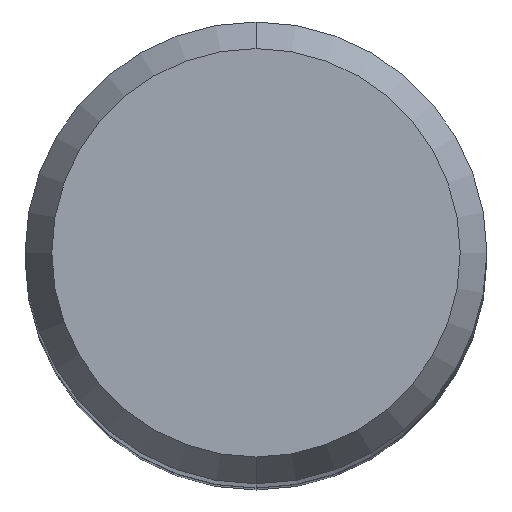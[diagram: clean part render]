
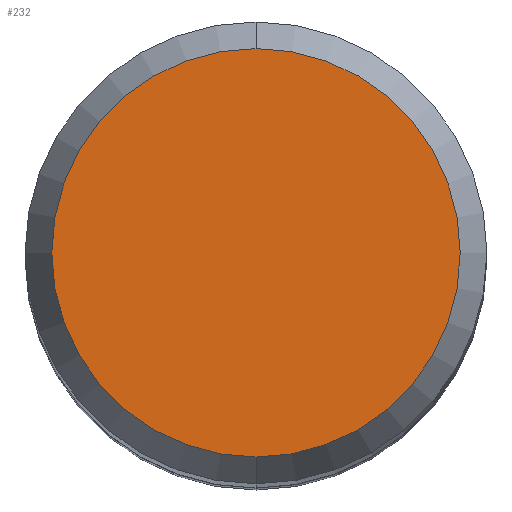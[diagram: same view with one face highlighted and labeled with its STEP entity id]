
A CAD part, top view. The second image highlights one B-rep face of the part: STEP entity #232.
In plain terms, the highlighted planar face has unit normal (0, 0, 1).
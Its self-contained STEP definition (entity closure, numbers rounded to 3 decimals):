
#128=VERTEX_POINT('',#319);
#138=EDGE_CURVE('',#128,#278,#330,.T.);
#158=EDGE_CURVE('',#278,#128,#351,.T.);
#232=ADVANCED_FACE('',(#439),#440,.T.);
#278=VERTEX_POINT('',#491);
#319=CARTESIAN_POINT('',(0.0,3.538,0.01));
#330=CIRCLE('',#543,3.538);
#351=CIRCLE('',#572,3.538);
#439=FACE_OUTER_BOUND('',#681,.T.);
#440=PLANE('',#682);
#491=CARTESIAN_POINT('',(0.,-3.538,0.01));
#543=AXIS2_PLACEMENT_3D('',#783,#784,#785);
#572=AXIS2_PLACEMENT_3D('',#805,#806,#807);
#681=EDGE_LOOP('',(#943,#944));
#682=AXIS2_PLACEMENT_3D('',#945,#946,#947);
#783=CARTESIAN_POINT('',(0.0,0.0,0.01));
#784=DIRECTION('',(0.0,0.0,-1.0));
#785=DIRECTION('',(0.0,1.0,0.0));
#805=CARTESIAN_POINT('',(0.0,0.0,0.01));
#806=DIRECTION('',(0.0,0.0,-1.0));
#807=DIRECTION('',(0.0,1.0,0.0));
#943=ORIENTED_EDGE('',*,*,#138,.F.);
#944=ORIENTED_EDGE('',*,*,#158,.F.);
#945=CARTESIAN_POINT('',(0.0,1.769,0.01));
#946=DIRECTION('',(-0.0,0.0,1.0));
#947=DIRECTION('',(0.0,-1.0,0.0));
